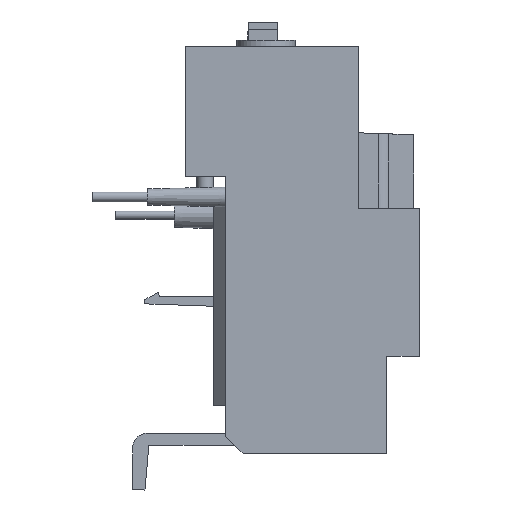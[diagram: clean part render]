
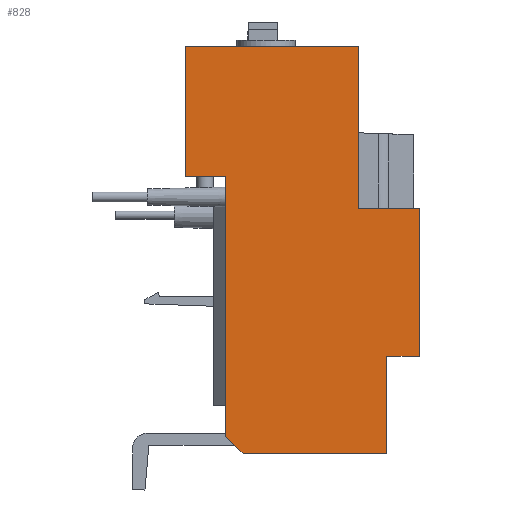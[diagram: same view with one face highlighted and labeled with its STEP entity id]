
A CAD part, left-side view. The second image highlights one B-rep face of the part: STEP entity #828.
In plain terms, the highlighted planar face has unit normal (-1, 0, 0).
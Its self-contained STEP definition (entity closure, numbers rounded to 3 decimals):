
#828 = ADVANCED_FACE( '', ( #1834 ), #1835, .F. );
#1834 = FACE_OUTER_BOUND( '', #2991, .T. );
#1835 = PLANE( '', #2992 );
#2991 = EDGE_LOOP( '', ( #5451, #5452, #5453, #5454, #5455, #5456, #5457, #5458, #5459, #5460, #5461 ) );
#2992 = AXIS2_PLACEMENT_3D( '', #5462, #5463, #5464 );
#5451 = ORIENTED_EDGE( '', *, *, #7610, .F. );
#5452 = ORIENTED_EDGE( '', *, *, #7611, .F. );
#5453 = ORIENTED_EDGE( '', *, *, #7612, .F. );
#5454 = ORIENTED_EDGE( '', *, *, #7613, .F. );
#5455 = ORIENTED_EDGE( '', *, *, #7002, .F. );
#5456 = ORIENTED_EDGE( '', *, *, #7614, .F. );
#5457 = ORIENTED_EDGE( '', *, *, #6651, .F. );
#5458 = ORIENTED_EDGE( '', *, *, #7615, .F. );
#5459 = ORIENTED_EDGE( '', *, *, #7616, .F. );
#5460 = ORIENTED_EDGE( '', *, *, #7331, .F. );
#5461 = ORIENTED_EDGE( '', *, *, #7430, .F. );
#5462 = CARTESIAN_POINT( '', ( 0., 0., 0. ) );
#5463 = DIRECTION( '', ( 1., 0., 0. ) );
#5464 = DIRECTION( '', ( 0., 0., -1. ) );
#6651 = EDGE_CURVE( '', #7934, #7922, #7936, .T. );
#7002 = EDGE_CURVE( '', #8534, #8536, #8537, .T. );
#7331 = EDGE_CURVE( '', #9053, #9055, #9056, .T. );
#7430 = EDGE_CURVE( '', #9196, #9053, #9198, .T. );
#7610 = EDGE_CURVE( '', #9434, #9196, #9435, .T. );
#7611 = EDGE_CURVE( '', #9436, #9434, #9437, .T. );
#7612 = EDGE_CURVE( '', #9438, #9436, #9439, .T. );
#7613 = EDGE_CURVE( '', #8536, #9438, #9440, .T. );
#7614 = EDGE_CURVE( '', #7922, #8534, #9441, .T. );
#7615 = EDGE_CURVE( '', #9442, #7934, #9443, .T. );
#7616 = EDGE_CURVE( '', #9055, #9442, #9444, .T. );
#7922 = VERTEX_POINT( '', #9799 );
#7934 = VERTEX_POINT( '', #9817 );
#7936 = LINE( '', #9820, #9821 );
#8534 = VERTEX_POINT( '', #10717 );
#8536 = VERTEX_POINT( '', #10720 );
#8537 = LINE( '', #10721, #10722 );
#9053 = VERTEX_POINT( '', #11456 );
#9055 = VERTEX_POINT( '', #11459 );
#9056 = LINE( '', #11460, #11461 );
#9196 = VERTEX_POINT( '', #11667 );
#9198 = LINE( '', #11670, #11671 );
#9434 = VERTEX_POINT( '', #12021 );
#9435 = LINE( '', #12022, #12023 );
#9436 = VERTEX_POINT( '', #12024 );
#9437 = LINE( '', #12025, #12026 );
#9438 = VERTEX_POINT( '', #12027 );
#9439 = LINE( '', #12028, #12029 );
#9440 = LINE( '', #12030, #12031 );
#9441 = LINE( '', #12032, #12033 );
#9442 = VERTEX_POINT( '', #12034 );
#9443 = LINE( '', #12035, #12036 );
#9444 = LINE( '', #12037, #12038 );
#9799 = CARTESIAN_POINT( '', ( 0., -3.5, 0. ) );
#9817 = CARTESIAN_POINT( '', ( 0., -3.5, 19.8 ) );
#9820 = CARTESIAN_POINT( '', ( 0., -3.5, 19.8 ) );
#9821 = VECTOR( '', #12434, 1000. );
#10717 = CARTESIAN_POINT( '', ( 0., 25.8, 0. ) );
#10720 = CARTESIAN_POINT( '', ( 0., 29.3, 3.5 ) );
#10721 = CARTESIAN_POINT( '', ( 0., 25.8, 0. ) );
#10722 = VECTOR( '', #12797, 1000. );
#11456 = CARTESIAN_POINT( '', ( 0., 2.3, 50. ) );
#11459 = CARTESIAN_POINT( '', ( 0., -10.2, 50. ) );
#11460 = CARTESIAN_POINT( '', ( 0., 2.3, 50. ) );
#11461 = VECTOR( '', #13137, 1000. );
#11667 = CARTESIAN_POINT( '', ( 0., 2.3, 83. ) );
#11670 = CARTESIAN_POINT( '', ( 0., 2.3, 83. ) );
#11671 = VECTOR( '', #13220, 1000. );
#12021 = CARTESIAN_POINT( '', ( 0., 37.5, 83. ) );
#12022 = CARTESIAN_POINT( '', ( 0., 37.5, 83. ) );
#12023 = VECTOR( '', #13365, 1000. );
#12024 = CARTESIAN_POINT( '', ( 0., 37.5, 56.5 ) );
#12025 = CARTESIAN_POINT( '', ( 0., 37.5, 56.5 ) );
#12026 = VECTOR( '', #13366, 1000. );
#12027 = CARTESIAN_POINT( '', ( 0., 29.3, 56.5 ) );
#12028 = CARTESIAN_POINT( '', ( 0., 29.3, 56.5 ) );
#12029 = VECTOR( '', #13367, 1000. );
#12030 = CARTESIAN_POINT( '', ( 0., 29.3, 3.5 ) );
#12031 = VECTOR( '', #13368, 1000. );
#12032 = CARTESIAN_POINT( '', ( 0., -3.5, 0. ) );
#12033 = VECTOR( '', #13369, 1000. );
#12034 = CARTESIAN_POINT( '', ( 0., -10.2, 19.8 ) );
#12035 = CARTESIAN_POINT( '', ( 0., -10.2, 19.8 ) );
#12036 = VECTOR( '', #13370, 1000. );
#12037 = CARTESIAN_POINT( '', ( 0., -10.2, 50. ) );
#12038 = VECTOR( '', #13371, 1000. );
#12434 = DIRECTION( '', ( 0., 0., -1. ) );
#12797 = DIRECTION( '', ( 0., 0.707, 0.707 ) );
#13137 = DIRECTION( '', ( 0., -1., 0. ) );
#13220 = DIRECTION( '', ( 0., 0., -1. ) );
#13365 = DIRECTION( '', ( 0., -1., 0. ) );
#13366 = DIRECTION( '', ( 0., 0., 1. ) );
#13367 = DIRECTION( '', ( 0., 1., 0. ) );
#13368 = DIRECTION( '', ( 0., 0., 1. ) );
#13369 = DIRECTION( '', ( 0., 1., 0. ) );
#13370 = DIRECTION( '', ( 0., 1., 0. ) );
#13371 = DIRECTION( '', ( 0., 0., -1. ) );
